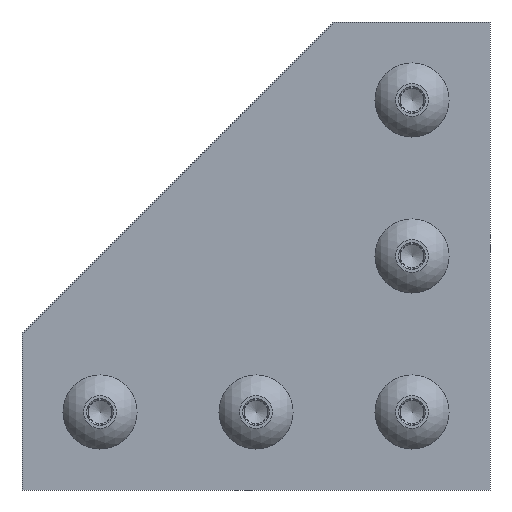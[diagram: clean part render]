
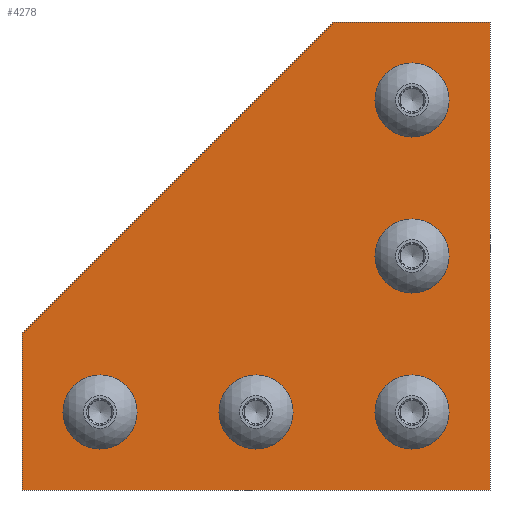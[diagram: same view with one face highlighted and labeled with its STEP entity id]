
A CAD part, front view. The second image highlights one B-rep face of the part: STEP entity #4278.
In plain terms, the highlighted planar face has unit normal (0, -1, 0).
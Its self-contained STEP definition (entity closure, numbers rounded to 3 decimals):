
#262=PLANE('',#4803);
#343=FACE_BOUND('',#1477,.T.);
#344=FACE_BOUND('',#1478,.T.);
#345=FACE_BOUND('',#1479,.T.);
#346=FACE_BOUND('',#1480,.T.);
#347=FACE_BOUND('',#1481,.T.);
#628=LINE('',#9367,#918);
#632=LINE('',#9375,#922);
#635=LINE('',#9381,#925);
#638=LINE('',#9387,#928);
#641=LINE('',#9392,#931);
#918=VECTOR('',#6052,10.);
#922=VECTOR('',#6058,10.);
#925=VECTOR('',#6063,10.);
#928=VECTOR('',#6068,10.);
#931=VECTOR('',#6073,10.);
#1194=FACE_OUTER_BOUND('',#1476,.T.);
#1476=EDGE_LOOP('',(#3952,#3953,#3954,#3955,#3956));
#1477=EDGE_LOOP('',(#3957));
#1478=EDGE_LOOP('',(#3958));
#1479=EDGE_LOOP('',(#3959));
#1480=EDGE_LOOP('',(#3960));
#1481=EDGE_LOOP('',(#3961));
#1698=CIRCLE('',#4784,2.6);
#1700=CIRCLE('',#4787,2.6);
#1702=CIRCLE('',#4790,2.6);
#1704=CIRCLE('',#4793,2.6);
#1706=CIRCLE('',#4796,2.6);
#2098=VERTEX_POINT('',#9337);
#2100=VERTEX_POINT('',#9343);
#2102=VERTEX_POINT('',#9349);
#2104=VERTEX_POINT('',#9355);
#2106=VERTEX_POINT('',#9361);
#2107=VERTEX_POINT('',#9365);
#2108=VERTEX_POINT('',#9366);
#2111=VERTEX_POINT('',#9374);
#2113=VERTEX_POINT('',#9380);
#2115=VERTEX_POINT('',#9386);
#2704=EDGE_CURVE('',#2098,#2098,#1698,.T.);
#2707=EDGE_CURVE('',#2100,#2100,#1700,.T.);
#2710=EDGE_CURVE('',#2102,#2102,#1702,.T.);
#2713=EDGE_CURVE('',#2104,#2104,#1704,.T.);
#2716=EDGE_CURVE('',#2106,#2106,#1706,.T.);
#2717=EDGE_CURVE('',#2107,#2108,#628,.T.);
#2721=EDGE_CURVE('',#2108,#2111,#632,.T.);
#2724=EDGE_CURVE('',#2111,#2113,#635,.T.);
#2727=EDGE_CURVE('',#2113,#2115,#638,.T.);
#2730=EDGE_CURVE('',#2115,#2107,#641,.T.);
#3952=ORIENTED_EDGE('',*,*,#2730,.T.);
#3953=ORIENTED_EDGE('',*,*,#2717,.T.);
#3954=ORIENTED_EDGE('',*,*,#2721,.T.);
#3955=ORIENTED_EDGE('',*,*,#2724,.T.);
#3956=ORIENTED_EDGE('',*,*,#2727,.T.);
#3957=ORIENTED_EDGE('',*,*,#2716,.F.);
#3958=ORIENTED_EDGE('',*,*,#2713,.F.);
#3959=ORIENTED_EDGE('',*,*,#2710,.F.);
#3960=ORIENTED_EDGE('',*,*,#2707,.F.);
#3961=ORIENTED_EDGE('',*,*,#2704,.F.);
#4278=ADVANCED_FACE('',(#1194,#343,#344,#345,#346,#347),#262,.F.);
#4784=AXIS2_PLACEMENT_3D('',#9339,#6020,#6021);
#4787=AXIS2_PLACEMENT_3D('',#9345,#6027,#6028);
#4790=AXIS2_PLACEMENT_3D('',#9351,#6034,#6035);
#4793=AXIS2_PLACEMENT_3D('',#9357,#6041,#6042);
#4796=AXIS2_PLACEMENT_3D('',#9363,#6048,#6049);
#4803=AXIS2_PLACEMENT_3D('',#9395,#6077,#6078);
#6020=DIRECTION('center_axis',(0.,-1.,0.));
#6021=DIRECTION('ref_axis',(1.,0.,0.));
#6027=DIRECTION('center_axis',(0.,-1.,0.));
#6028=DIRECTION('ref_axis',(1.,0.,0.));
#6034=DIRECTION('center_axis',(0.,-1.,0.));
#6035=DIRECTION('ref_axis',(1.,0.,0.));
#6041=DIRECTION('center_axis',(0.,-1.,0.));
#6042=DIRECTION('ref_axis',(1.,0.,0.));
#6048=DIRECTION('center_axis',(0.,-1.,0.));
#6049=DIRECTION('ref_axis',(1.,0.,0.));
#6052=DIRECTION('',(-0.707,0.,-0.707));
#6058=DIRECTION('',(0.,0.,-1.));
#6063=DIRECTION('',(1.,0.,0.));
#6068=DIRECTION('',(0.,0.,1.));
#6073=DIRECTION('',(-1.,0.,0.));
#6077=DIRECTION('center_axis',(0.,1.,0.));
#6078=DIRECTION('ref_axis',(1.,0.,0.));
#9337=CARTESIAN_POINT('',(47.4,0.,50.));
#9339=CARTESIAN_POINT('Origin',(50.,0.,50.));
#9343=CARTESIAN_POINT('',(47.4,0.,30.));
#9345=CARTESIAN_POINT('Origin',(50.,0.,30.));
#9349=CARTESIAN_POINT('',(7.4,0.,10.));
#9351=CARTESIAN_POINT('Origin',(10.,0.,10.));
#9355=CARTESIAN_POINT('',(27.4,0.,10.));
#9357=CARTESIAN_POINT('Origin',(30.,0.,10.));
#9361=CARTESIAN_POINT('',(47.4,0.,10.));
#9363=CARTESIAN_POINT('Origin',(50.,0.,10.));
#9365=CARTESIAN_POINT('',(40.,0.,60.));
#9366=CARTESIAN_POINT('',(0.,0.,20.));
#9367=CARTESIAN_POINT('',(40.,0.,60.));
#9374=CARTESIAN_POINT('',(0.,0.,0.));
#9375=CARTESIAN_POINT('',(0.,0.,60.));
#9380=CARTESIAN_POINT('',(60.,0.,0.));
#9381=CARTESIAN_POINT('',(0.,0.,0.));
#9386=CARTESIAN_POINT('',(60.,0.,60.));
#9387=CARTESIAN_POINT('',(60.,0.,0.));
#9392=CARTESIAN_POINT('',(60.,0.,60.));
#9395=CARTESIAN_POINT('Origin',(30.,0.,30.));
